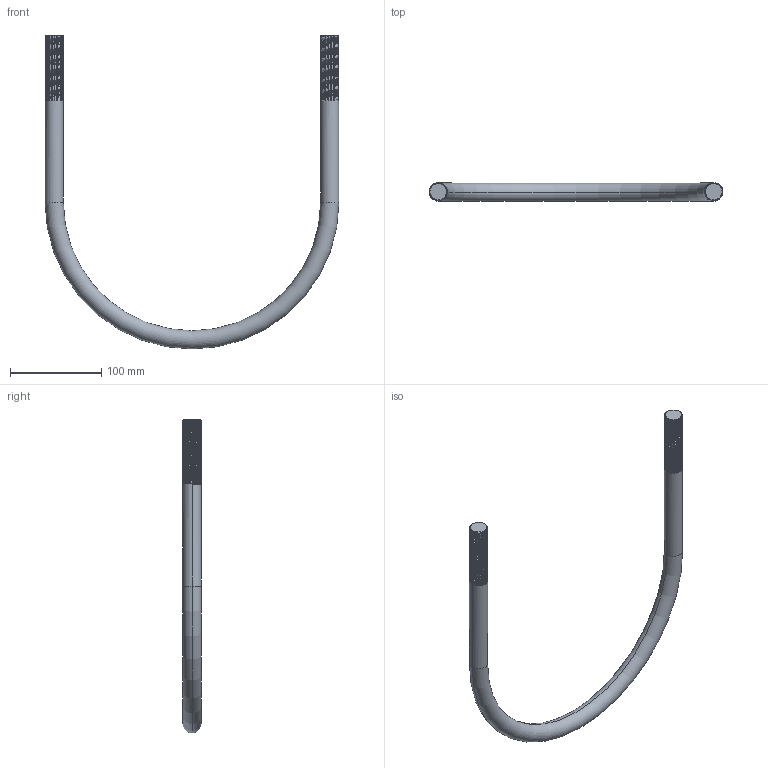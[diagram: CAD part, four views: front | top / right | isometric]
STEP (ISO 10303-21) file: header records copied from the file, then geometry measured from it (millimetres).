
FILE_DESCRIPTION (( 'STEP AP203' ), '1' );
FILE_NAME ('3D_R380_DN273_17334340.STEP', '2024-07-18T07:37:09', ( '' ), ( '' ), 'SwSTEP 2.0', 'SolidWorks 2024', '' );
FILE_SCHEMA (( 'CONFIG_CONTROL_DESIGN' ));
Length unit declared in the file: millimetre
Products named in the file (1): 3D_R380_DN273_17334340
Bounding box: 322 x 20 x 344 mm (x, y, z)
Volume: 261142.4 mm3; surface area: 58464.1 mm2
Topology: 1 solids, 1 shells, 302 faces, 890 edges, 590 vertices
Faces by surface type: cylinder 284, cone 6, bspline 6, plane 4, torus 2
Entity records: 25477 total; most frequent: CARTESIAN_POINT 19089, ORIENTED_EDGE 1780, DIRECTION 916, EDGE_CURVE 890, VERTEX_POINT 590, AXIS2_PLACEMENT_3D 309, EDGE_LOOP 302, ADVANCED_FACE 302
